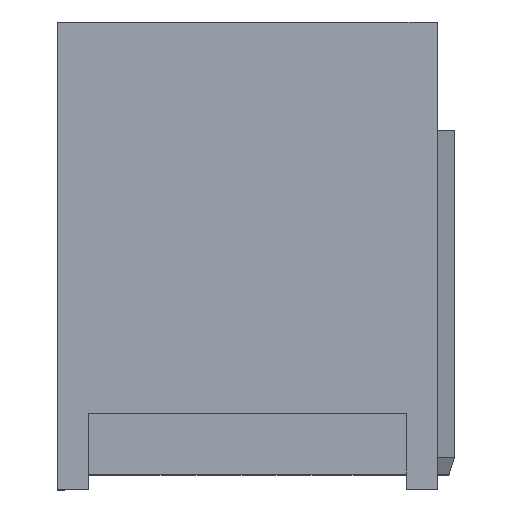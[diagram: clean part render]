
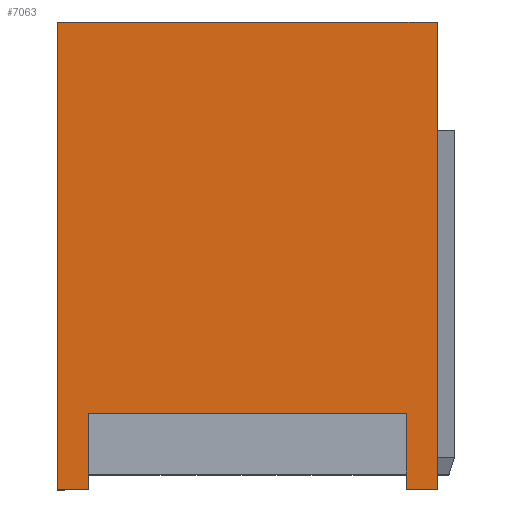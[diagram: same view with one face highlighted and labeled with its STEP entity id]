
A CAD part, top view. The second image highlights one B-rep face of the part: STEP entity #7063.
In plain terms, the highlighted planar face has unit normal (0, 0, 1).
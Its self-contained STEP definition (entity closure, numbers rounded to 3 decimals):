
#1926=ORIENTED_EDGE('',*,*,#2656,.F.);
#1927=ORIENTED_EDGE('',*,*,#3165,.F.);
#1928=ORIENTED_EDGE('',*,*,#2664,.T.);
#1929=ORIENTED_EDGE('',*,*,#3143,.T.);
#1930=ORIENTED_EDGE('',*,*,#3166,.F.);
#1931=ORIENTED_EDGE('',*,*,#3154,.F.);
#1932=ORIENTED_EDGE('',*,*,#3167,.T.);
#1933=ORIENTED_EDGE('',*,*,#2638,.T.);
#2638=EDGE_CURVE('',#3513,#3511,#4264,.T.);
#2656=EDGE_CURVE('',#3529,#3511,#4282,.T.);
#2664=EDGE_CURVE('',#3536,#3535,#4290,.T.);
#3143=EDGE_CURVE('',#3535,#3857,#4751,.T.);
#3154=EDGE_CURVE('',#3866,#3867,#4762,.T.);
#3165=EDGE_CURVE('',#3536,#3529,#4773,.T.);
#3166=EDGE_CURVE('',#3867,#3857,#4774,.T.);
#3167=EDGE_CURVE('',#3866,#3513,#4775,.T.);
#3511=VERTEX_POINT('',#17576);
#3513=VERTEX_POINT('',#17579);
#3529=VERTEX_POINT('',#17615);
#3535=VERTEX_POINT('',#17632);
#3536=VERTEX_POINT('',#17634);
#3857=VERTEX_POINT('',#18586);
#3866=VERTEX_POINT('',#18608);
#3867=VERTEX_POINT('',#18610);
#4264=LINE('',#17578,#5192);
#4282=LINE('',#17616,#5210);
#4290=LINE('',#17633,#5218);
#4751=LINE('',#18587,#5679);
#4762=LINE('',#18609,#5690);
#4773=LINE('',#18630,#5701);
#4774=LINE('',#18631,#5702);
#4775=LINE('',#18632,#5703);
#5192=VECTOR('',#8428,1000.);
#5210=VECTOR('',#8452,1000.);
#5218=VECTOR('',#8466,1000.);
#5679=VECTOR('',#9269,1000.);
#5690=VECTOR('',#9284,1000.);
#5701=VECTOR('',#9297,1000.);
#5702=VECTOR('',#9298,1000.);
#5703=VECTOR('',#9299,1000.);
#6063=EDGE_LOOP('',(#1926,#1927,#1928,#1929,#1930,#1931,#1932,#1933));
#6417=FACE_BOUND('',#6063,.T.);
#6720=PLANE('',#7583);
#7063=ADVANCED_FACE('',(#6417),#6720,.T.);
#7583=AXIS2_PLACEMENT_3D('',#18629,#9295,#9296);
#8428=DIRECTION('',(-1.,0.,0.));
#8452=DIRECTION('',(0.,1.,0.));
#8466=DIRECTION('',(0.,1.,0.));
#9269=DIRECTION('',(-1.,0.,0.));
#9284=DIRECTION('',(-1.,0.,0.));
#9295=DIRECTION('',(0.,0.,1.));
#9296=DIRECTION('',(0.,-1.,0.));
#9297=DIRECTION('',(1.,0.,0.));
#9298=DIRECTION('',(0.,1.,0.));
#9299=DIRECTION('',(0.,1.,0.));
#17576=CARTESIAN_POINT('',(5.45,8.,7.7));
#17578=CARTESIAN_POINT('',(6.5,8.,7.7));
#17579=CARTESIAN_POINT('',(6.5,8.,7.7));
#17615=CARTESIAN_POINT('',(5.45,5.4,7.7));
#17616=CARTESIAN_POINT('',(5.45,7.5,7.7));
#17632=CARTESIAN_POINT('',(-5.45,8.,7.7));
#17633=CARTESIAN_POINT('',(-5.45,7.5,7.7));
#17634=CARTESIAN_POINT('',(-5.45,5.4,7.7));
#18586=CARTESIAN_POINT('',(-6.5,8.,7.7));
#18587=CARTESIAN_POINT('',(6.5,8.,7.7));
#18608=CARTESIAN_POINT('',(6.5,-8.,7.7));
#18609=CARTESIAN_POINT('',(6.5,-8.,7.7));
#18610=CARTESIAN_POINT('',(-6.5,-8.,7.7));
#18629=CARTESIAN_POINT('',(6.5,-8.,7.7));
#18630=CARTESIAN_POINT('',(-5.45,5.4,7.7));
#18631=CARTESIAN_POINT('',(-6.5,-8.,7.7));
#18632=CARTESIAN_POINT('',(6.5,-8.,7.7));
